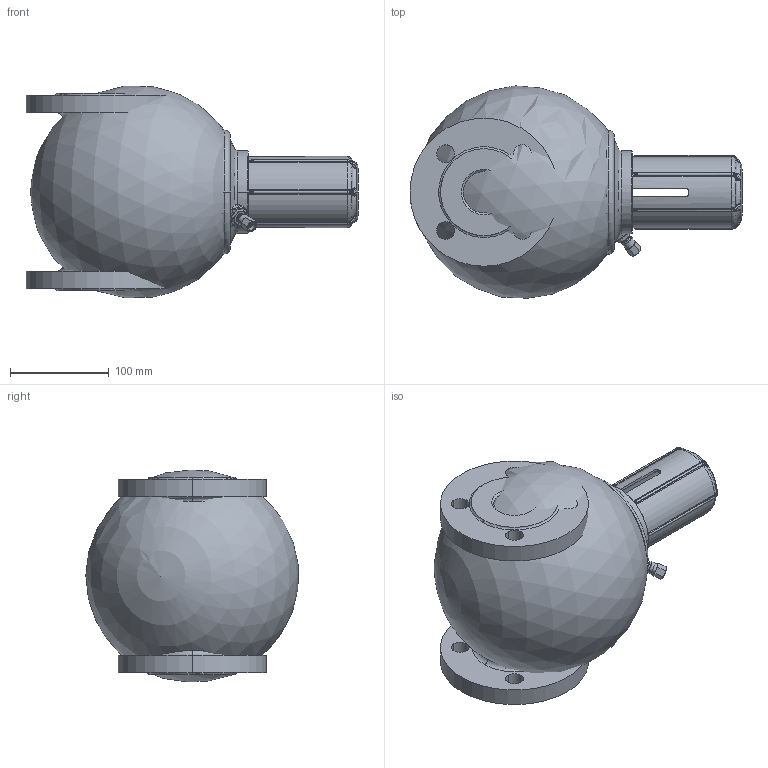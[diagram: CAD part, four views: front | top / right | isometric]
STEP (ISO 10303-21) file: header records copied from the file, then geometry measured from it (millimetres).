
FILE_DESCRIPTION((''),'2;1');
FILE_NAME('003H6349_AVP_PN25_DN40_ASM','2015-03-05T',('u317927'),('Danfoss'),'PRO/ENGINEER BY PARAMETRIC TECHNOLOGY CORPORATION, 2014000','PRO/ENGINEER BY PARAMETRIC TECHNOLOGY CORPORATION, 2014000','');
FILE_SCHEMA(('CONFIG_CONTROL_DESIGN'));
Length unit declared in the file: millimetre
Products named in the file (4): MANIFOLD_SOLID_BREP_27324; MANIFOLD_SOLID_BREP_54593; 003H6349_1_ASM; 003H6349_AVP_PN25_DN40_ASM
Assembly tree (3 placements, depth 3):
  003H6349_AVP_PN25_DN40_ASM
    003H6349_1_ASM
      MANIFOLD_SOLID_BREP_27324
      MANIFOLD_SOLID_BREP_54593
Bounding box: 336.2 x 215.03 x 214.42 mm (x, y, z)
Volume: 6673444.4 mm3; surface area: 509793.1 mm2
Topology: 2 solids, 4 shells, 1207 faces, 2930 edges, 1774 vertices
Faces by surface type: cylinder 306, plane 284, bspline 239, torus 184, cone 177, sphere 17
Entity records: 46228 total; most frequent: CARTESIAN_POINT 19671, ORIENTED_EDGE 5832, DIRECTION 5233, EDGE_CURVE 2916, AXIS2_PLACEMENT_3D 2241, VERTEX_POINT 1772, EDGE_LOOP 1306, CIRCLE 1263
